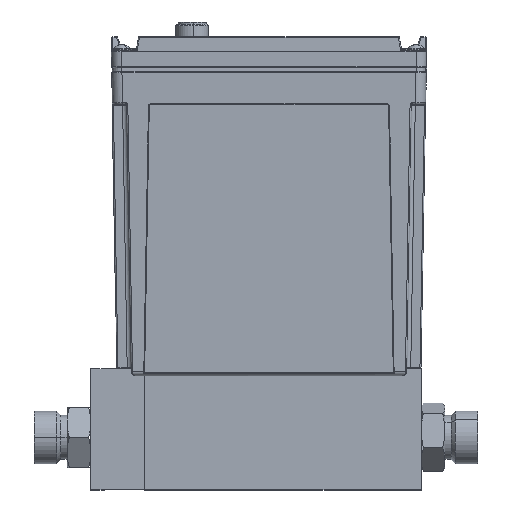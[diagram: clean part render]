
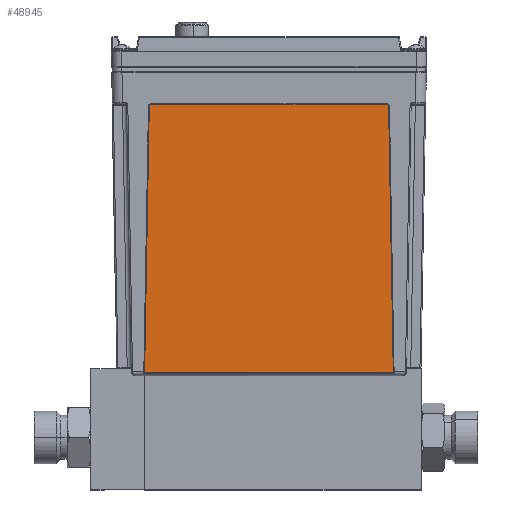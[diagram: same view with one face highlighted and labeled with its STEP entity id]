
A CAD part, top view. The second image highlights one B-rep face of the part: STEP entity #48945.
In plain terms, the highlighted planar face has unit normal (0, -0.018, 1).
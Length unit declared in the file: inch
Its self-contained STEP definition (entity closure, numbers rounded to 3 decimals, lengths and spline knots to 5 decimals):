
#12 = AXIS2_PLACEMENT_3D ( 'NONE', #6831, #40479, #11618 ) ;
#1964 = VERTEX_POINT ( 'NONE', #24610 ) ;
#2201 = ORIENTED_EDGE ( 'NONE', *, *, #55810, .T. ) ;
#2677 = ORIENTED_EDGE ( 'NONE', *, *, #25457, .T. ) ;
#2878 = EDGE_CURVE ( 'NONE', #6827, #28892, #6217, .T. ) ;
#3491 = DIRECTION ( 'NONE',  ( 0., -0.017, 1. ) ) ;
#6008 = DIRECTION ( 'NONE',  ( -1., 0., 0. ) ) ;
#6217 = CIRCLE ( 'NONE', #56972, 0.02 ) ;
#6298 = CARTESIAN_POINT ( 'NONE',  ( -2.74315, 0.80953, 0.96303 ) ) ;
#6827 = VERTEX_POINT ( 'NONE', #50258 ) ;
#6831 = CARTESIAN_POINT ( 'NONE',  ( -2.74315, 0.82953, 0.96338 ) ) ;
#8822 = VECTOR ( 'NONE', #6008, 39.37008 ) ;
#10068 = CARTESIAN_POINT ( 'NONE',  ( -0.9865, 4.63895, 1.02987 ) ) ;
#10531 = EDGE_CURVE ( 'NONE', #58435, #22055, #59547, .T. ) ;
#11551 = CARTESIAN_POINT ( 'NONE',  ( -2.67685, 4.63895, 1.02987 ) ) ;
#11618 = DIRECTION ( 'NONE',  ( 1., 0., 0. ) ) ;
#12197 = CARTESIAN_POINT ( 'NONE',  ( 0.79014, 0.82988, 0.96339 ) ) ;
#12214 = LINE ( 'NONE', #48146, #47679 ) ;
#12913 = AXIS2_PLACEMENT_3D ( 'NONE', #10068, #43783, #14868 ) ;
#14868 = DIRECTION ( 'NONE',  ( 1., 0., 0. ) ) ;
#15598 = DIRECTION ( 'NONE',  ( 0., -0.017, 1. ) ) ;
#17143 = CIRCLE ( 'NONE', #21145, 0.02 ) ;
#18096 = CARTESIAN_POINT ( 'NONE',  ( 0.70385, 4.63895, 1.02987 ) ) ;
#18466 = CARTESIAN_POINT ( 'NONE',  ( 0.70385, 4.61895, 1.02953 ) ) ;
#18469 = VERTEX_POINT ( 'NONE', #20843 ) ;
#18508 = VERTEX_POINT ( 'NONE', #11551 ) ;
#19408 = CARTESIAN_POINT ( 'NONE',  ( -2.76315, 0.82953, 0.96338 ) ) ;
#19522 = PLANE ( 'NONE',  #12913 ) ;
#20843 = CARTESIAN_POINT ( 'NONE',  ( -2.76314, 0.82988, 0.96339 ) ) ;
#20963 = CARTESIAN_POINT ( 'NONE',  ( -2.74315, 0.82953, 0.96338 ) ) ;
#21145 = AXIS2_PLACEMENT_3D ( 'NONE', #44542, #15598, #49324 ) ;
#21798 = FACE_OUTER_BOUND ( 'NONE', #49660, .T. ) ;
#22055 = VERTEX_POINT ( 'NONE', #18096 ) ;
#22497 = ORIENTED_EDGE ( 'NONE', *, *, #27511, .T. ) ;
#22857 = LINE ( 'NONE', #30308, #34164 ) ;
#23050 = EDGE_CURVE ( 'NONE', #28892, #58435, #60956, .T. ) ;
#23301 = DIRECTION ( 'NONE',  ( 1., 0., 0. ) ) ;
#24610 = CARTESIAN_POINT ( 'NONE',  ( -2.69684, 4.6193, 1.02953 ) ) ;
#24885 = CARTESIAN_POINT ( 'NONE',  ( 0.7235, 4.63895, 1.02987 ) ) ;
#25457 = EDGE_CURVE ( 'NONE', #51475, #6827, #22857, .T. ) ;
#25583 = ORIENTED_EDGE ( 'NONE', *, *, #10531, .T. ) ;
#25799 = DIRECTION ( 'NONE',  ( 1., 0., 0. ) ) ;
#26196 = DIRECTION ( 'NONE',  ( -0.017, 1., 0.017 ) ) ;
#27511 = EDGE_CURVE ( 'NONE', #22055, #18508, #47224, .T. ) ;
#27626 = CIRCLE ( 'NONE', #12, 0.02 ) ;
#28892 = VERTEX_POINT ( 'NONE', #12197 ) ;
#29905 = CARTESIAN_POINT ( 'NONE',  ( 0.72384, 4.6193, 1.02953 ) ) ;
#30308 = CARTESIAN_POINT ( 'NONE',  ( -2.7635, 0.80953, 0.96303 ) ) ;
#31077 = AXIS2_PLACEMENT_3D ( 'NONE', #20963, #54676, #25799 ) ;
#32282 = CARTESIAN_POINT ( 'NONE',  ( 0.77015, 0.82953, 0.96338 ) ) ;
#32702 = VERTEX_POINT ( 'NONE', #19408 ) ;
#34164 = VECTOR ( 'NONE', #44865, 39.37008 ) ;
#34597 = ORIENTED_EDGE ( 'NONE', *, *, #23050, .T. ) ;
#37119 = DIRECTION ( 'NONE',  ( 1., 0., 0. ) ) ;
#40479 = DIRECTION ( 'NONE',  ( 0., -0.017, 1. ) ) ;
#41020 = ORIENTED_EDGE ( 'NONE', *, *, #2878, .T. ) ;
#42647 = CIRCLE ( 'NONE', #31077, 0.02 ) ;
#43216 = ORIENTED_EDGE ( 'NONE', *, *, #51507, .T. ) ;
#43783 = DIRECTION ( 'NONE',  ( 0., -0.017, 1. ) ) ;
#43986 = EDGE_CURVE ( 'NONE', #18508, #1964, #17143, .T. ) ;
#44542 = CARTESIAN_POINT ( 'NONE',  ( -2.67685, 4.61895, 1.02953 ) ) ;
#44865 = DIRECTION ( 'NONE',  ( 1., 0., 0. ) ) ;
#45152 = ORIENTED_EDGE ( 'NONE', *, *, #43986, .T. ) ;
#47224 = LINE ( 'NONE', #24885, #8822 ) ;
#47679 = VECTOR ( 'NONE', #53018, 39.37008 ) ;
#48146 = CARTESIAN_POINT ( 'NONE',  ( -2.6965, 4.63895, 1.02987 ) ) ;
#48945 = ADVANCED_FACE ( 'NONE', ( #21798 ), #19522, .T. ) ;
#49324 = DIRECTION ( 'NONE',  ( 1., 0., 0. ) ) ;
#49660 = EDGE_LOOP ( 'NONE', ( #2677, #41020, #34597, #25583, #22497, #45152, #2201, #57249, #43216 ) ) ;
#50196 = CARTESIAN_POINT ( 'NONE',  ( 0.7905, 0.80953, 0.96303 ) ) ;
#50258 = CARTESIAN_POINT ( 'NONE',  ( 0.77015, 0.80953, 0.96303 ) ) ;
#50484 = AXIS2_PLACEMENT_3D ( 'NONE', #18466, #52180, #23301 ) ;
#51052 = EDGE_CURVE ( 'NONE', #18469, #32702, #27626, .T. ) ;
#51475 = VERTEX_POINT ( 'NONE', #6298 ) ;
#51507 = EDGE_CURVE ( 'NONE', #32702, #51475, #42647, .T. ) ;
#52180 = DIRECTION ( 'NONE',  ( 0., -0.017, 1. ) ) ;
#53018 = DIRECTION ( 'NONE',  ( -0.017, -1., -0.017 ) ) ;
#54676 = DIRECTION ( 'NONE',  ( 0., -0.017, 1. ) ) ;
#55810 = EDGE_CURVE ( 'NONE', #1964, #18469, #12214, .T. ) ;
#56972 = AXIS2_PLACEMENT_3D ( 'NONE', #32282, #3491, #37119 ) ;
#57249 = ORIENTED_EDGE ( 'NONE', *, *, #51052, .T. ) ;
#58435 = VERTEX_POINT ( 'NONE', #29905 ) ;
#59451 = VECTOR ( 'NONE', #26196, 39.37008 ) ;
#59547 = CIRCLE ( 'NONE', #50484, 0.02 ) ;
#60956 = LINE ( 'NONE', #50196, #59451 ) ;
